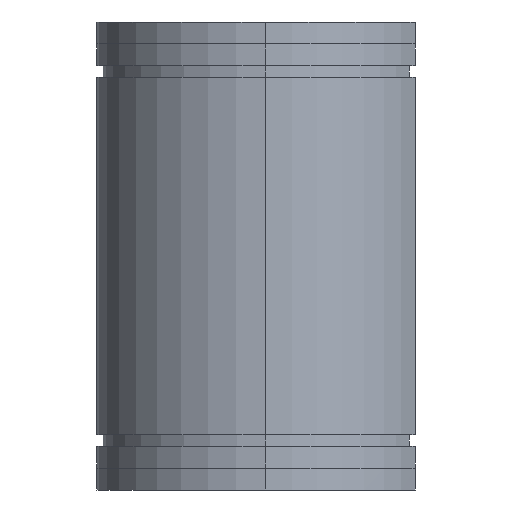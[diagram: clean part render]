
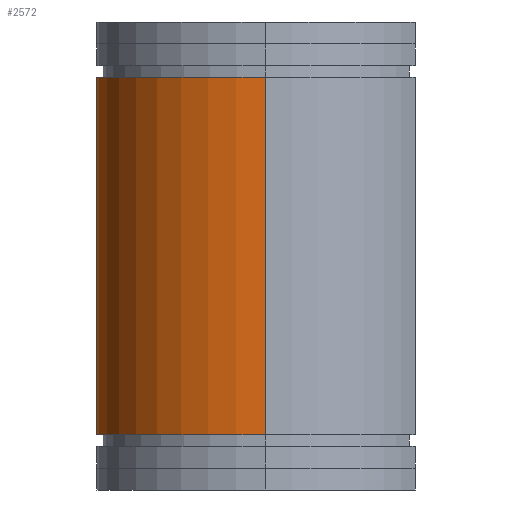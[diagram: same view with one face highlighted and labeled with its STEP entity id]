
A CAD part, left-side view. The second image highlights one B-rep face of the part: STEP entity #2572.
In plain terms, the highlighted cylindrical face has radius 45 mm (diameter 90 mm), a partial arc.
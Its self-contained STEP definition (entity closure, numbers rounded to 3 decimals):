
#64 = EDGE_CURVE ( 'NONE', #1461, #1465, #873, .T. ) ;
#84 = AXIS2_PLACEMENT_3D ( 'NONE', #1630, #1641, #1642 ) ;
#87 = EDGE_CURVE ( 'NONE', #1471, #1461, #901, .T. ) ;
#150 = AXIS2_PLACEMENT_3D ( 'NONE', #2201, #2200, #2199 ) ;
#195 = EDGE_CURVE ( 'NONE', #1479, #1465, #949, .T. ) ;
#227 = AXIS2_PLACEMENT_3D ( 'NONE', #1565, #1566, #1567 ) ;
#315 = EDGE_CURVE ( 'NONE', #1471, #1479, #1010, .T. ) ;
#507 = EDGE_LOOP ( 'NONE', ( #613, #614, #615, #616 ) ) ;
#613 = ORIENTED_EDGE ( 'NONE', *, *, #87, .T. ) ;
#614 = ORIENTED_EDGE ( 'NONE', *, *, #64, .T. ) ;
#615 = ORIENTED_EDGE ( 'NONE', *, *, #195, .F. ) ;
#616 = ORIENTED_EDGE ( 'NONE', *, *, #315, .F. ) ;
#873 = LINE ( 'NONE', #1535, #884 ) ;
#884 = VECTOR ( 'NONE', #1538, 1000. ) ;
#901 = CIRCLE ( 'NONE', #227, 45. ) ;
#949 = CIRCLE ( 'NONE', #84, 45. ) ;
#1010 = LINE ( 'NONE', #1751, #1011 ) ;
#1011 = VECTOR ( 'NONE', #1752, 1000. ) ;
#1214 = FACE_OUTER_BOUND ( 'NONE', #507, .T. ) ;
#1217 = CYLINDRICAL_SURFACE ( 'NONE', #150, 45. ) ;
#1461 = VERTEX_POINT ( 'NONE', #1983 ) ;
#1465 = VERTEX_POINT ( 'NONE', #1987 ) ;
#1471 = VERTEX_POINT ( 'NONE', #1993 ) ;
#1479 = VERTEX_POINT ( 'NONE', #2001 ) ;
#1535 = CARTESIAN_POINT ( 'NONE',  ( -45., 0., 0. ) ) ;
#1538 = DIRECTION ( 'NONE',  ( 0., 0., 1. ) ) ;
#1565 = CARTESIAN_POINT ( 'NONE',  ( 0., 0., -110.2 ) ) ;
#1566 = DIRECTION ( 'NONE',  ( 0., 0., 1. ) ) ;
#1567 = DIRECTION ( 'NONE',  ( 1., 0., 0. ) ) ;
#1630 = CARTESIAN_POINT ( 'NONE',  ( 0., 0., -14.8 ) ) ;
#1641 = DIRECTION ( 'NONE',  ( 0., 0., 1. ) ) ;
#1642 = DIRECTION ( 'NONE',  ( 1., 0., 0. ) ) ;
#1751 = CARTESIAN_POINT ( 'NONE',  ( 45., 0., 0. ) ) ;
#1752 = DIRECTION ( 'NONE',  ( 0., 0., 1. ) ) ;
#1983 = CARTESIAN_POINT ( 'NONE',  ( -45., 0., -110.2 ) ) ;
#1987 = CARTESIAN_POINT ( 'NONE',  ( -45., 0., -14.8 ) ) ;
#1993 = CARTESIAN_POINT ( 'NONE',  ( 45., 0., -110.2 ) ) ;
#2001 = CARTESIAN_POINT ( 'NONE',  ( 45., 0., -14.8 ) ) ;
#2199 = DIRECTION ( 'NONE',  ( 1., 0., 0. ) ) ;
#2200 = DIRECTION ( 'NONE',  ( 0., 0., 1. ) ) ;
#2201 = CARTESIAN_POINT ( 'NONE',  ( 0., 0., 0. ) ) ;
#2572 = ADVANCED_FACE ( 'NONE', ( #1214 ), #1217, .T. ) ;
